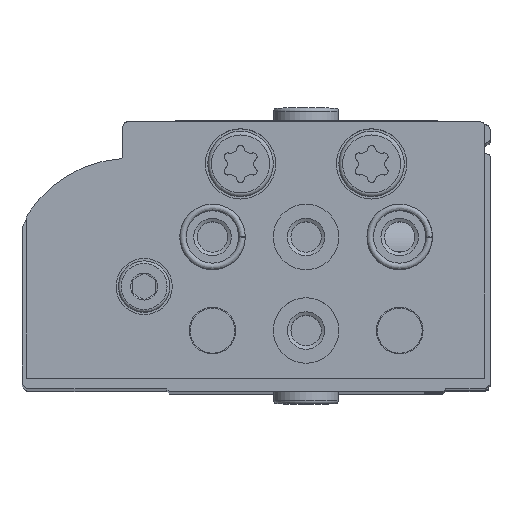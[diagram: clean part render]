
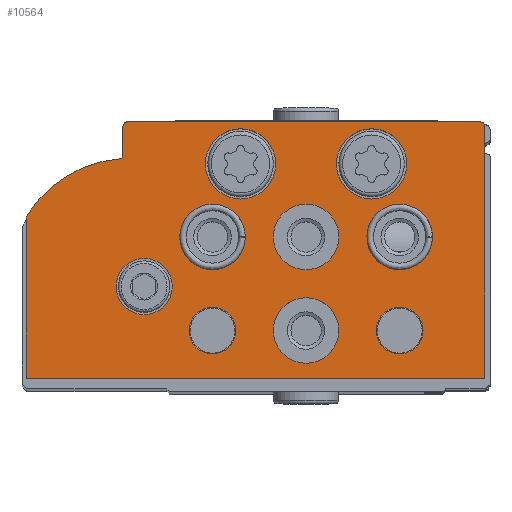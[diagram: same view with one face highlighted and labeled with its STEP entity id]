
A CAD part, top view. The second image highlights one B-rep face of the part: STEP entity #10564.
In plain terms, the highlighted face is planar.
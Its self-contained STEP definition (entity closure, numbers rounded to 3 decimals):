
#320=PLANE('',#11731);
#898=CIRCLE('',#11717,0.5);
#899=CIRCLE('',#11722,1.);
#900=CIRCLE('',#11724,13.);
#901=CIRCLE('',#11726,0.3);
#902=CIRCLE('',#11729,0.5);
#903=CIRCLE('',#11732,3.);
#904=CIRCLE('',#11733,3.75);
#905=CIRCLE('',#11734,3.75);
#906=CIRCLE('',#11735,3.5);
#907=CIRCLE('',#11736,3.5);
#908=CIRCLE('',#11737,3.5);
#909=CIRCLE('',#11738,3.5);
#910=CIRCLE('',#11739,2.5);
#911=CIRCLE('',#11740,2.5);
#1718=LINE('',#17942,#2499);
#1720=LINE('',#17946,#2501);
#1722=LINE('',#17950,#2503);
#1727=LINE('',#17966,#2508);
#1730=LINE('',#17974,#2511);
#2499=VECTOR('',#14504,1000.);
#2501=VECTOR('',#14508,1000.);
#2503=VECTOR('',#14512,1000.);
#2508=VECTOR('',#14531,1000.);
#2511=VECTOR('',#14540,1000.);
#4767=ORIENTED_EDGE('',*,*,#6653,.T.);
#4768=ORIENTED_EDGE('',*,*,#6654,.T.);
#4769=ORIENTED_EDGE('',*,*,#6655,.T.);
#4770=ORIENTED_EDGE('',*,*,#6656,.T.);
#4771=ORIENTED_EDGE('',*,*,#6657,.T.);
#4772=ORIENTED_EDGE('',*,*,#6658,.T.);
#4773=ORIENTED_EDGE('',*,*,#6659,.T.);
#4774=ORIENTED_EDGE('',*,*,#6660,.T.);
#4775=ORIENTED_EDGE('',*,*,#6661,.T.);
#4776=ORIENTED_EDGE('',*,*,#6632,.F.);
#4777=ORIENTED_EDGE('',*,*,#6651,.F.);
#4778=ORIENTED_EDGE('',*,*,#6649,.F.);
#4779=ORIENTED_EDGE('',*,*,#6647,.F.);
#4780=ORIENTED_EDGE('',*,*,#6645,.T.);
#4781=ORIENTED_EDGE('',*,*,#6643,.F.);
#4782=ORIENTED_EDGE('',*,*,#6641,.F.);
#4783=ORIENTED_EDGE('',*,*,#6639,.F.);
#4784=ORIENTED_EDGE('',*,*,#6637,.F.);
#4785=ORIENTED_EDGE('',*,*,#6635,.F.);
#6632=EDGE_CURVE('',#7791,#7792,#898,.T.);
#6635=EDGE_CURVE('',#7792,#7793,#1718,.T.);
#6637=EDGE_CURVE('',#7793,#7794,#1720,.T.);
#6639=EDGE_CURVE('',#7794,#7795,#1722,.T.);
#6641=EDGE_CURVE('',#7795,#7796,#899,.T.);
#6643=EDGE_CURVE('',#7796,#7797,#900,.T.);
#6645=EDGE_CURVE('',#7798,#7797,#901,.T.);
#6647=EDGE_CURVE('',#7798,#7799,#1727,.T.);
#6649=EDGE_CURVE('',#7799,#7800,#902,.T.);
#6651=EDGE_CURVE('',#7800,#7791,#1730,.T.);
#6653=EDGE_CURVE('',#7801,#7801,#903,.T.);
#6654=EDGE_CURVE('',#7802,#7802,#904,.T.);
#6655=EDGE_CURVE('',#7803,#7803,#905,.T.);
#6656=EDGE_CURVE('',#7804,#7804,#906,.T.);
#6657=EDGE_CURVE('',#7805,#7805,#907,.T.);
#6658=EDGE_CURVE('',#7806,#7806,#908,.T.);
#6659=EDGE_CURVE('',#7807,#7807,#909,.T.);
#6660=EDGE_CURVE('',#7808,#7808,#910,.T.);
#6661=EDGE_CURVE('',#7809,#7809,#911,.T.);
#7791=VERTEX_POINT('',#17937);
#7792=VERTEX_POINT('',#17938);
#7793=VERTEX_POINT('',#17943);
#7794=VERTEX_POINT('',#17947);
#7795=VERTEX_POINT('',#17951);
#7796=VERTEX_POINT('',#17955);
#7797=VERTEX_POINT('',#17959);
#7798=VERTEX_POINT('',#17963);
#7799=VERTEX_POINT('',#17967);
#7800=VERTEX_POINT('',#17971);
#7801=VERTEX_POINT('',#17978);
#7802=VERTEX_POINT('',#17980);
#7803=VERTEX_POINT('',#17982);
#7804=VERTEX_POINT('',#17984);
#7805=VERTEX_POINT('',#17986);
#7806=VERTEX_POINT('',#17988);
#7807=VERTEX_POINT('',#17990);
#7808=VERTEX_POINT('',#17992);
#7809=VERTEX_POINT('',#17994);
#8637=EDGE_LOOP('',(#4767));
#8638=EDGE_LOOP('',(#4768));
#8639=EDGE_LOOP('',(#4769));
#8640=EDGE_LOOP('',(#4770));
#8641=EDGE_LOOP('',(#4771));
#8642=EDGE_LOOP('',(#4772));
#8643=EDGE_LOOP('',(#4773));
#8644=EDGE_LOOP('',(#4774));
#8645=EDGE_LOOP('',(#4775));
#8646=EDGE_LOOP('',(#4776,#4777,#4778,#4779,#4780,#4781,#4782,#4783,#4784,
#4785));
#9547=FACE_BOUND('',#8637,.T.);
#9548=FACE_BOUND('',#8638,.T.);
#9549=FACE_BOUND('',#8639,.T.);
#9550=FACE_BOUND('',#8640,.T.);
#9551=FACE_BOUND('',#8641,.T.);
#9552=FACE_BOUND('',#8642,.T.);
#9553=FACE_BOUND('',#8643,.T.);
#9554=FACE_BOUND('',#8644,.T.);
#9555=FACE_BOUND('',#8645,.T.);
#9556=FACE_BOUND('',#8646,.T.);
#10564=ADVANCED_FACE('',(#9547,#9548,#9549,#9550,#9551,#9552,#9553,#9554,
#9555,#9556),#320,.F.);
#11717=AXIS2_PLACEMENT_3D('',#17936,#14498,#14499);
#11722=AXIS2_PLACEMENT_3D('',#17954,#14516,#14517);
#11724=AXIS2_PLACEMENT_3D('',#17958,#14521,#14522);
#11726=AXIS2_PLACEMENT_3D('',#17962,#14526,#14527);
#11729=AXIS2_PLACEMENT_3D('',#17970,#14535,#14536);
#11731=AXIS2_PLACEMENT_3D('',#17976,#14542,#14543);
#11732=AXIS2_PLACEMENT_3D('',#17977,#14544,#14545);
#11733=AXIS2_PLACEMENT_3D('',#17979,#14546,#14547);
#11734=AXIS2_PLACEMENT_3D('',#17981,#14548,#14549);
#11735=AXIS2_PLACEMENT_3D('',#17983,#14550,#14551);
#11736=AXIS2_PLACEMENT_3D('',#17985,#14552,#14553);
#11737=AXIS2_PLACEMENT_3D('',#17987,#14554,#14555);
#11738=AXIS2_PLACEMENT_3D('',#17989,#14556,#14557);
#11739=AXIS2_PLACEMENT_3D('',#17991,#14558,#14559);
#11740=AXIS2_PLACEMENT_3D('',#17993,#14560,#14561);
#14498=DIRECTION('',(0.,0.,1.));
#14499=DIRECTION('',(1.,0.,0.));
#14504=DIRECTION('',(0.,-1.,0.));
#14508=DIRECTION('',(1.,0.,0.));
#14512=DIRECTION('',(0.,1.,0.));
#14516=DIRECTION('',(0.,0.,1.));
#14517=DIRECTION('',(1.,0.,0.));
#14521=DIRECTION('',(0.,0.,1.));
#14522=DIRECTION('',(1.,0.,0.));
#14526=DIRECTION('',(0.,0.,1.));
#14527=DIRECTION('',(1.,0.,0.));
#14531=DIRECTION('',(0.,1.,0.));
#14535=DIRECTION('',(0.,0.,1.));
#14536=DIRECTION('',(1.,0.,0.));
#14540=DIRECTION('',(-1.,0.,0.));
#14542=DIRECTION('',(0.,0.,1.));
#14543=DIRECTION('',(1.,0.,0.));
#14544=DIRECTION('',(0.,0.,1.));
#14545=DIRECTION('',(1.,0.,0.));
#14546=DIRECTION('',(0.,0.,1.));
#14547=DIRECTION('',(1.,0.,0.));
#14548=DIRECTION('',(0.,0.,1.));
#14549=DIRECTION('',(1.,0.,0.));
#14550=DIRECTION('',(0.,0.,1.));
#14551=DIRECTION('',(1.,0.,0.));
#14552=DIRECTION('',(0.,0.,1.));
#14553=DIRECTION('',(1.,0.,0.));
#14554=DIRECTION('',(0.,0.,1.));
#14555=DIRECTION('',(1.,0.,0.));
#14556=DIRECTION('',(0.,0.,1.));
#14557=DIRECTION('',(1.,0.,0.));
#14558=DIRECTION('',(0.,0.,1.));
#14559=DIRECTION('',(1.,0.,0.));
#14560=DIRECTION('',(0.,0.,1.));
#14561=DIRECTION('',(1.,0.,0.));
#17936=CARTESIAN_POINT('',(0.5,26.9,0.));
#17937=CARTESIAN_POINT('',(0.5,27.4,0.));
#17938=CARTESIAN_POINT('',(0.,26.9,0.));
#17942=CARTESIAN_POINT('',(0.,26.9,0.));
#17943=CARTESIAN_POINT('',(0.,0.,0.));
#17946=CARTESIAN_POINT('',(0.,0.,0.));
#17947=CARTESIAN_POINT('',(49.,0.,0.));
#17950=CARTESIAN_POINT('',(49.,0.,0.));
#17951=CARTESIAN_POINT('',(49.,16.98,0.));
#17954=CARTESIAN_POINT('',(48.,16.98,0.));
#17955=CARTESIAN_POINT('',(48.842,17.52,0.));
#17958=CARTESIAN_POINT('',(37.9,10.5,0.));
#17959=CARTESIAN_POINT('',(38.936,23.459,0.));
#17962=CARTESIAN_POINT('',(38.96,23.758,0.));
#17963=CARTESIAN_POINT('',(38.66,23.758,0.));
#17966=CARTESIAN_POINT('',(38.66,23.758,0.));
#17967=CARTESIAN_POINT('',(38.66,26.9,0.));
#17970=CARTESIAN_POINT('',(38.16,26.9,0.));
#17971=CARTESIAN_POINT('',(38.16,27.4,0.));
#17974=CARTESIAN_POINT('',(38.16,27.4,0.));
#17976=CARTESIAN_POINT('',(0.5,26.9,0.));
#17977=CARTESIAN_POINT('',(36.4,9.8,0.));
#17978=CARTESIAN_POINT('',(39.4,9.8,0.));
#17979=CARTESIAN_POINT('',(26.1,22.9,0.));
#17980=CARTESIAN_POINT('',(29.85,22.9,0.));
#17981=CARTESIAN_POINT('',(12.1,22.9,0.));
#17982=CARTESIAN_POINT('',(15.85,22.9,0.));
#17983=CARTESIAN_POINT('',(29.1,15.1,0.));
#17984=CARTESIAN_POINT('',(32.6,15.1,0.));
#17985=CARTESIAN_POINT('',(19.1,15.1,0.));
#17986=CARTESIAN_POINT('',(22.6,15.1,0.));
#17987=CARTESIAN_POINT('',(9.1,15.1,0.));
#17988=CARTESIAN_POINT('',(12.6,15.1,0.));
#17989=CARTESIAN_POINT('',(19.1,5.1,0.));
#17990=CARTESIAN_POINT('',(22.6,5.1,0.));
#17991=CARTESIAN_POINT('',(29.1,5.1,0.));
#17992=CARTESIAN_POINT('',(31.6,5.1,0.));
#17993=CARTESIAN_POINT('',(9.1,5.1,0.));
#17994=CARTESIAN_POINT('',(11.6,5.1,0.));
